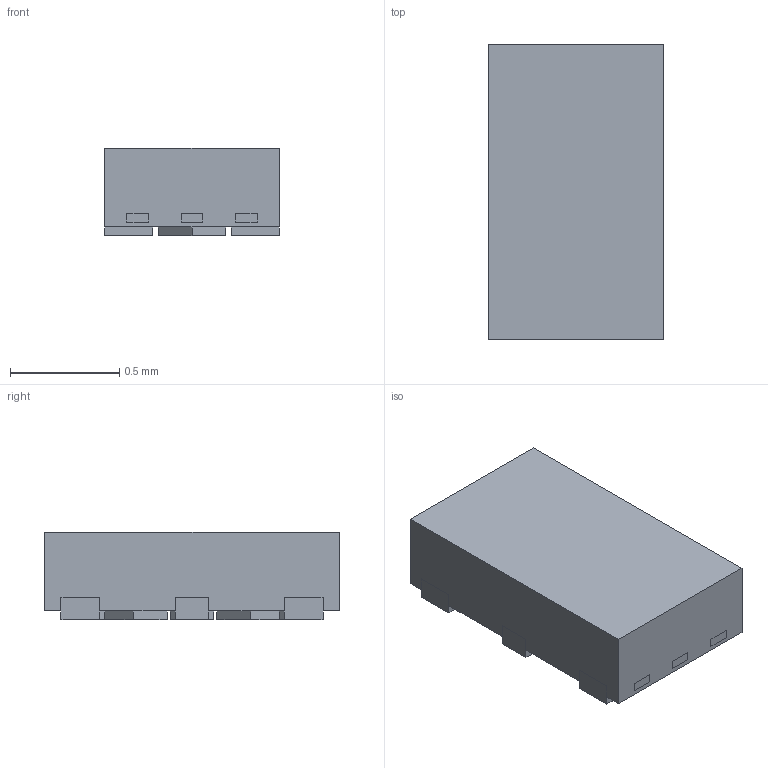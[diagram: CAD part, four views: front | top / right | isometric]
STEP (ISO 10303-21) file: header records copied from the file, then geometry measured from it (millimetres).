
FILE_DESCRIPTION(/* description */ ('Unknown'),/* implementation_level */ '2;1');
FILE_NAME(/* name */ 'TCA9536ADTMR',/* time_stamp */ '2024-10-14T10:36:19+02:00',/* author */ ('Unknown'),/* organization */ ('Unknown'),/* preprocessor_version */ 'ST-DEVELOPER v19.4',/* originating_system */ 'Solid Edge',/* authorisation */ 'Unknown');
FILE_SCHEMA (('AUTOMOTIVE_DESIGN {1 0 10303 214 3 1 1}'));
Length unit declared in the file: millimetre
Products named in the file (1): TCA9536ADTMR
Bounding box: 0.8 x 1.35 x 0.4 mm (x, y, z)
Volume: 0.4 mm3; surface area: 4 mm2
Topology: 1 solids, 1 shells, 78 faces, 228 edges, 160 vertices
Faces by surface type: plane 77, cylinder 1
Entity records: 3137 total; most frequent: CARTESIAN_POINT 467, ORIENTED_EDGE 456, DIRECTION 388, EDGE_CURVE 228, LINE 226, VECTOR 226, VERTEX_POINT 160, EDGE_LOOP 86
